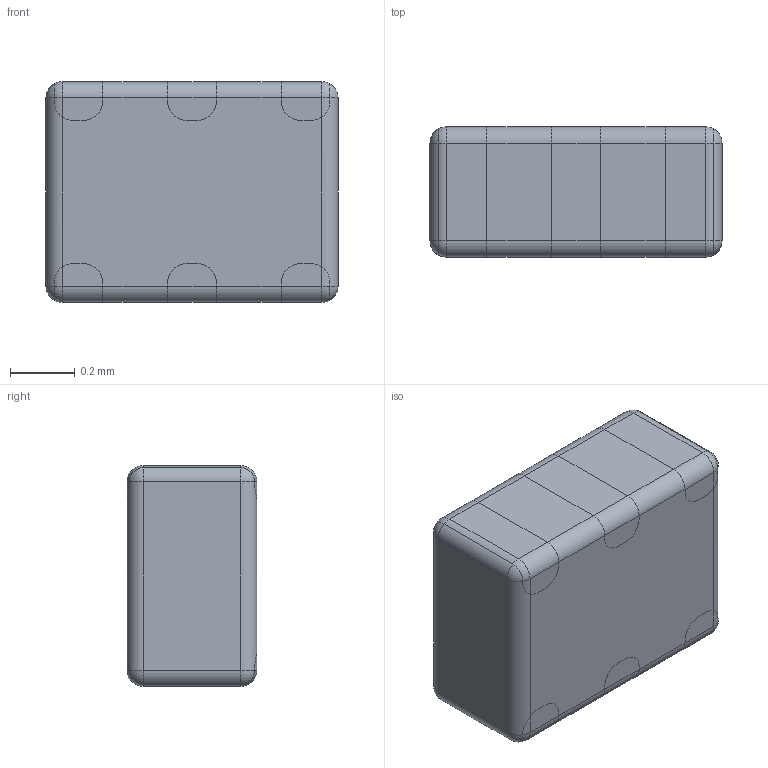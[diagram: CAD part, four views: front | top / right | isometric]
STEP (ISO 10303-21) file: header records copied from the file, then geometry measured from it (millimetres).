
FILE_DESCRIPTION (( 'STEP AP214' ), '1' );
FILE_NAME ('Murata NFG0NCN162HL3.step', '2024-08-18T06:10:52+00:00', 'Stefan Hamminga', '', '', '', '');
FILE_SCHEMA (( 'AUTOMOTIVE_DESIGN' ));
Length unit declared in the file: millimetre
Products named in the file (1): Murata NFG0NCN162HL3
Bounding box: 0.9 x 0.4 x 0.68 mm (x, y, z)
Volume: 0.2 mm3; surface area: 2.3 mm2
Topology: 1 solids, 1 shells, 82 faces, 216 edges, 128 vertices
Faces by surface type: cylinder 40, plane 26, sphere 16
Entity records: 3093 total; most frequent: CARTESIAN_POINT 491, DIRECTION 454, ORIENTED_EDGE 416, EDGE_CURVE 208, AXIS2_PLACEMENT_3D 171, VERTEX_POINT 128, LINE 112, VECTOR 112
